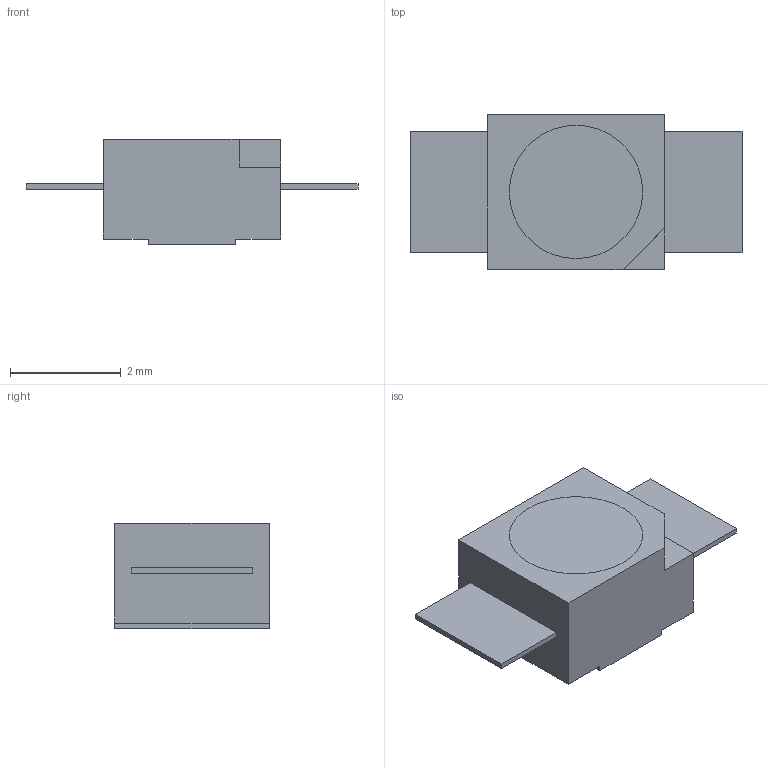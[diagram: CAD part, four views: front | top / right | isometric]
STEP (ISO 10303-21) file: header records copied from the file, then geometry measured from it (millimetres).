
FILE_DESCRIPTION(/* description */ (''),/* implementation_level */ '2;1');
FILE_NAME(/* name */ '3528 PLCC-2.step',/* time_stamp */ '2020-08-30T11:23:08-07:00',/* author */ (''),/* organization */ (''),/* preprocessor_version */ 'ST-DEVELOPER v18.1',/* originating_system */ 'Autodesk Translation Framework v9.3.0.1241',/* authorisation */ '');
FILE_SCHEMA (('AUTOMOTIVE_DESIGN { 1 0 10303 214 3 1 1 }'));
Length unit declared in the file: millimetre
Products named in the file (4): 3528 PLCC-2; 零部件1; 零部件2; 零部件3
Assembly tree (3 placements, depth 2):
  3528 PLCC-2
    零部件1
    零部件2
    零部件3
Bounding box: 6 x 2.8 x 1.9 mm (x, y, z)
Volume: 17 mm3; surface area: 92.5 mm2
Topology: 4 solids, 4 shells, 43 faces, 108 edges, 72 vertices
Faces by surface type: plane 41, cone 2
Entity records: 1411 total; most frequent: CARTESIAN_POINT 246, ORIENTED_EDGE 216, DIRECTION 212, EDGE_CURVE 108, LINE 88, VECTOR 88, VERTEX_POINT 72, AXIS2_PLACEMENT_3D 62
